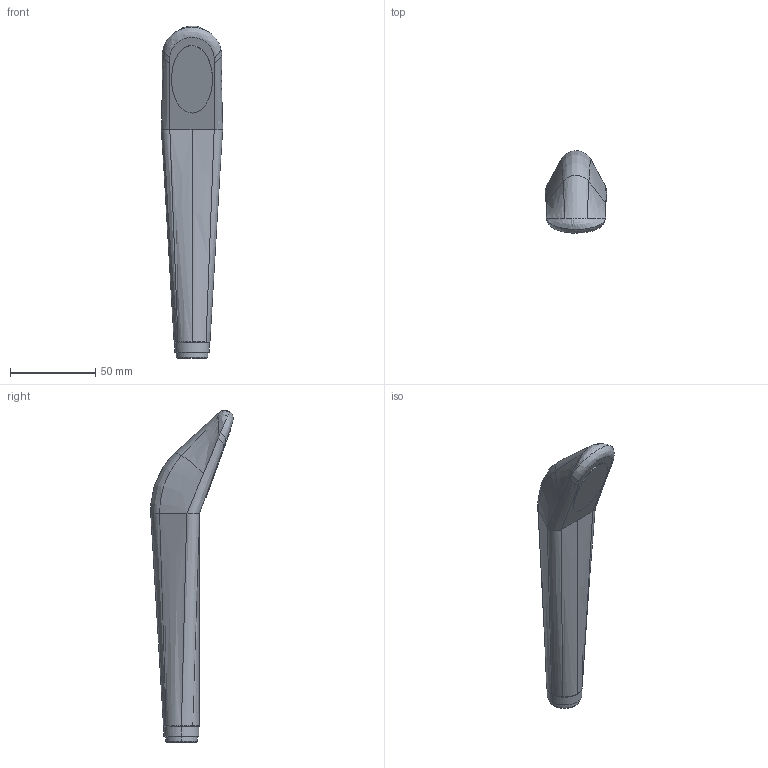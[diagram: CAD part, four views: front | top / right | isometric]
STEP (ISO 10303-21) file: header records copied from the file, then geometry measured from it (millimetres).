
FILE_DESCRIPTION((''),'2;1');
FILE_NAME('ZDOC012CR','2021-11-12T08:36:11',('ut3'),('PAFFONI SpA'),'CREO PARAMETRIC BY PTC INC, 2020044','CREO PARAMETRIC BY PTC INC, 2020044','');
FILE_SCHEMA(('CONFIG_CONTROL_DESIGN','SHAPE_APPEARANCE_LAYERS_GROUPS'));
Length unit declared in the file: millimetre
Products named in the file (1): ZDOC012CR
Bounding box: 35.98 x 48.42 x 194.7 mm (x, y, z)
Surface area: 18568.2 mm2 (no closed solid volume)
Topology: 0 solids, 1 shells, 48 faces, 111 edges, 67 vertices
Faces by surface type: bspline 26, cylinder 8, plane 6, torus 4, cone 2, extrusion 2
Entity records: 3341 total; most frequent: CARTESIAN_POINT 1987, ORIENTED_EDGE 218, DIRECTION 148, EDGE_CURVE 109, VERTEX_POINT 67, AXIS2_PLACEMENT_3D 60, EDGE_LOOP 52, FILL_AREA_STYLE_COLOUR 51
